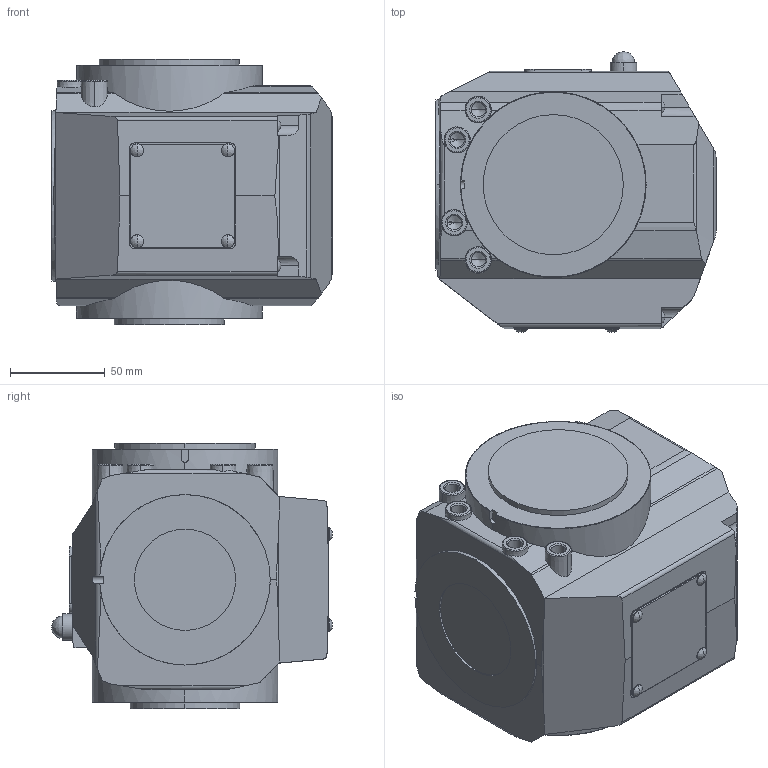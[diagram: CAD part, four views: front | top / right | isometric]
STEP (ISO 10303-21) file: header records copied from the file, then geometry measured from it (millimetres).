
FILE_DESCRIPTION (( 'STEP AP203' ), '1' );
FILE_NAME ('J3 C4_Default_sldprt.STEP', '2022-07-07T04:44:40', ( '' ), ( '' ), 'SwSTEP 2.0', 'SolidWorks 2020', '' );
FILE_SCHEMA (( 'CONFIG_CONTROL_DESIGN' ));
Length unit declared in the file: millimetre
Products named in the file (1): J3 C4_Default_sldprt
Bounding box: 148 x 148.4 x 140 mm (x, y, z)
Volume: 2065566.7 mm3; surface area: 98267.6 mm2
Topology: 1 solids, 1 shells, 256 faces, 705 edges, 435 vertices
Faces by surface type: cylinder 101, plane 86, cone 40, bspline 29
Entity records: 8385 total; most frequent: CARTESIAN_POINT 2299, ORIENTED_EDGE 1342, DIRECTION 1193, EDGE_CURVE 671, VERTEX_POINT 435, AXIS2_PLACEMENT_3D 434, LINE 325, VECTOR 325
